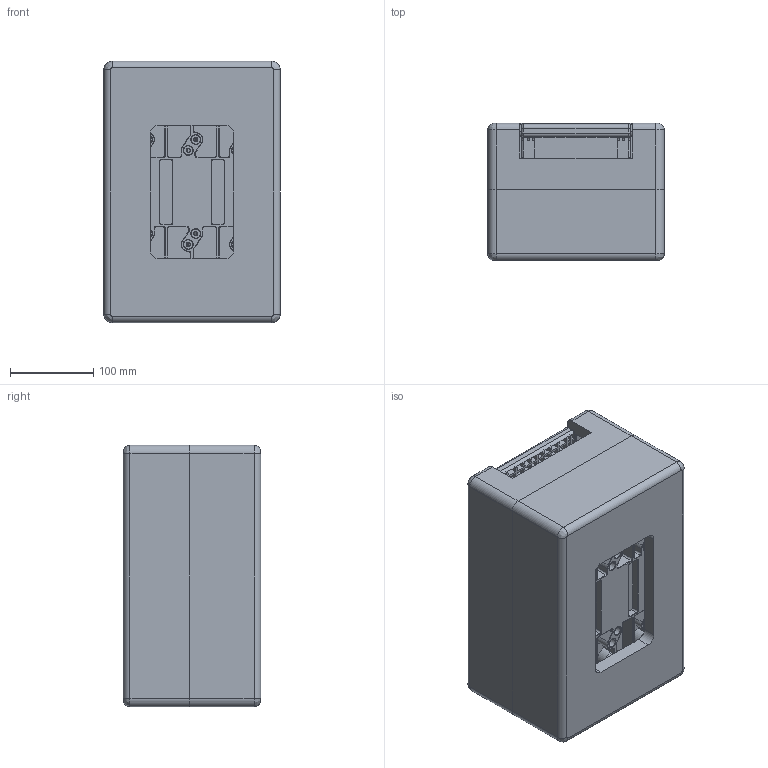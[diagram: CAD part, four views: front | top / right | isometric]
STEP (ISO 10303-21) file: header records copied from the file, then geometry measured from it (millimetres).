
FILE_DESCRIPTION((''),'2;1');
FILE_NAME('HR6-250_ASM','2023-10-27T',('Administrator'),(''),'PRO/ENGINEER BY PARAMETRIC TECHNOLOGY CORPORATION, 2009440','PRO/ENGINEER BY PARAMETRIC TECHNOLOGY CORPORATION, 2009440','');
FILE_SCHEMA(('CONFIG_CONTROL_DESIGN'));
Products named in the file (12): DIZUO; CHUTOU003; 250GAI; KABAN; RT16-1; TOUMINGAI; HOUGAIBAN; MIEHUZHAO; MIEHUSHA01; PAOMOXIA; PAOMOSHANG; HR6-250_ASM
Assembly tree (39 placements, depth 2):
  HR6-250_ASM
    DIZUO
    CHUTOU003  x6
    250GAI
    KABAN  x6
    RT16-1  x3
    TOUMINGAI
    HOUGAIBAN
    MIEHUZHAO  x3
    MIEHUSHA01  x15
    PAOMOXIA
    PAOMOSHANG
Bounding box: 212 x 165 x 314 mm (x, y, z)
Volume: 5497377.2 mm3; surface area: 1373881.5 mm2
Topology: 39 solids, 39 shells, 6128 faces, 16785 edges, 10742 vertices
Faces by surface type: plane 3658, cylinder 1811, torus 304, bspline 217, sphere 92, cone 38, extrusion 8
Entity records: 147123 total; most frequent: CARTESIAN_POINT 36451, ORIENTED_EDGE 23706, DIRECTION 22197, EDGE_CURVE 11853, VECTOR 8559, LINE 8551, VERTEX_POINT 7532, AXIS2_PLACEMENT_3D 6819
